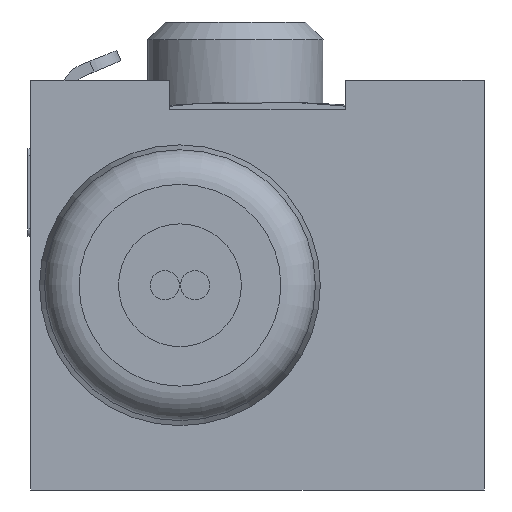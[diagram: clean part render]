
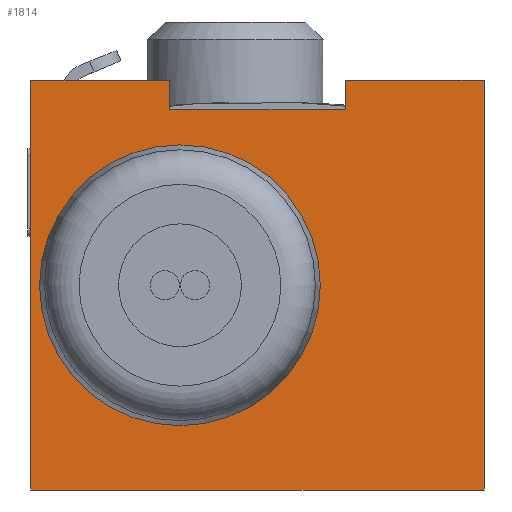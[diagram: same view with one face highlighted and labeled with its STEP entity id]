
A CAD part, left-side view. The second image highlights one B-rep face of the part: STEP entity #1814.
In plain terms, the highlighted planar face has unit normal (-1, 0, 0).
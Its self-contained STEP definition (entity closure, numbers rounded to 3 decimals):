
#47=PLANE('',#1913);
#106=LINE('',#2539,#221);
#114=LINE('',#2557,#229);
#129=LINE('',#2595,#244);
#131=LINE('',#2599,#246);
#138=LINE('',#2612,#253);
#144=LINE('',#2624,#259);
#149=LINE('',#2633,#264);
#153=LINE('',#2642,#268);
#221=VECTOR('',#2095,1000.);
#229=VECTOR('',#2107,1000.);
#244=VECTOR('',#2134,1000.);
#246=VECTOR('',#2138,1000.);
#253=VECTOR('',#2147,1000.);
#259=VECTOR('',#2157,1000.);
#264=VECTOR('',#2166,1000.);
#268=VECTOR('',#2178,1000.);
#470=ORIENTED_EDGE('',*,*,#819,.F.);
#471=ORIENTED_EDGE('',*,*,#804,.T.);
#472=ORIENTED_EDGE('',*,*,#810,.T.);
#473=ORIENTED_EDGE('',*,*,#815,.T.);
#474=ORIENTED_EDGE('',*,*,#776,.F.);
#475=ORIENTED_EDGE('',*,*,#795,.F.);
#476=ORIENTED_EDGE('',*,*,#820,.F.);
#477=ORIENTED_EDGE('',*,*,#797,.F.);
#478=ORIENTED_EDGE('',*,*,#768,.F.);
#768=EDGE_CURVE('',#948,#949,#106,.T.);
#776=EDGE_CURVE('',#956,#957,#114,.T.);
#795=EDGE_CURVE('',#973,#956,#129,.T.);
#797=EDGE_CURVE('',#949,#975,#131,.T.);
#804=EDGE_CURVE('',#948,#979,#138,.T.);
#810=EDGE_CURVE('',#979,#983,#144,.T.);
#815=EDGE_CURVE('',#983,#957,#149,.T.);
#819=EDGE_CURVE('',#986,#986,#1033,.F.);
#820=EDGE_CURVE('',#975,#973,#153,.T.);
#948=VERTEX_POINT('',#2538);
#949=VERTEX_POINT('',#2540);
#956=VERTEX_POINT('',#2556);
#957=VERTEX_POINT('',#2558);
#973=VERTEX_POINT('',#2594);
#975=VERTEX_POINT('',#2600);
#979=VERTEX_POINT('',#2611);
#983=VERTEX_POINT('',#2623);
#986=VERTEX_POINT('',#2641);
#1033=CIRCLE('',#1914,4.8);
#1093=EDGE_LOOP('',(#470));
#1094=EDGE_LOOP('',(#471,#472,#473,#474,#475,#476,#477,#478));
#1188=FACE_BOUND('',#1093,.T.);
#1189=FACE_BOUND('',#1094,.T.);
#1814=ADVANCED_FACE('',(#1188,#1189),#47,.F.);
#1913=AXIS2_PLACEMENT_3D('',#2639,#2174,#2175);
#1914=AXIS2_PLACEMENT_3D('',#2640,#2176,#2177);
#2095=DIRECTION('',(0.,-1.,0.));
#2107=DIRECTION('',(0.,-1.,0.));
#2134=DIRECTION('',(0.,0.,1.));
#2138=DIRECTION('',(0.,0.,-1.));
#2147=DIRECTION('',(0.,0.,-1.));
#2157=DIRECTION('',(0.,1.,0.));
#2166=DIRECTION('',(0.,0.,1.));
#2174=DIRECTION('',(1.,0.,0.));
#2175=DIRECTION('',(0.,0.,-1.));
#2176=DIRECTION('',(1.,0.,0.));
#2177=DIRECTION('',(0.,0.,-1.));
#2178=DIRECTION('',(0.,1.,0.));
#2538=CARTESIAN_POINT('',(-17.,4.75,7.));
#2539=CARTESIAN_POINT('',(-17.,15.5,7.));
#2540=CARTESIAN_POINT('',(-17.,0.,7.));
#2556=CARTESIAN_POINT('',(-17.,15.5,7.));
#2557=CARTESIAN_POINT('',(-17.,15.5,7.));
#2558=CARTESIAN_POINT('',(-17.,10.75,7.));
#2594=CARTESIAN_POINT('',(-17.,15.5,-7.));
#2595=CARTESIAN_POINT('',(-17.,15.5,-7.));
#2599=CARTESIAN_POINT('',(-17.,0.,7.));
#2600=CARTESIAN_POINT('',(-17.,0.,-7.));
#2611=CARTESIAN_POINT('',(-17.,4.75,6.));
#2612=CARTESIAN_POINT('',(-17.,4.75,7.));
#2623=CARTESIAN_POINT('',(-17.,10.75,6.));
#2624=CARTESIAN_POINT('',(-17.,4.75,6.));
#2633=CARTESIAN_POINT('',(-17.,10.75,6.));
#2639=CARTESIAN_POINT('',(-17.,0.,0.));
#2640=CARTESIAN_POINT('',(-17.,10.4,0.));
#2641=CARTESIAN_POINT('',(-17.,10.4,-4.8));
#2642=CARTESIAN_POINT('',(-17.,0.,-7.));
